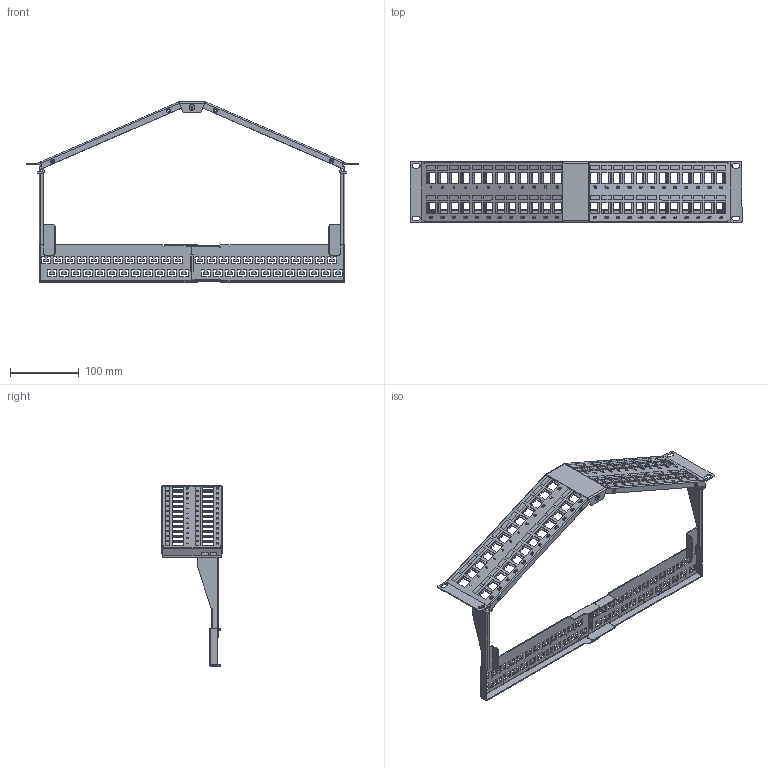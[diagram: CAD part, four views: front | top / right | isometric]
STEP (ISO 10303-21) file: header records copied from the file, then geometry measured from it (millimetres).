
FILE_DESCRIPTION (( 'STEP AP214' ), '1' );
FILE_NAME ('PR35V48KS-CM.STEP', '2019-04-16T19:54:20', ( '' ), ( '' ), 'SwSTEP 2.0', 'SolidWorks 2018', '' );
FILE_SCHEMA (( 'AUTOMOTIVE_DESIGN' ));
Length unit declared in the file: inch
Products named in the file (5): PR35V48KS-CM; PR35V48KS-CM_MA2; PR35V48KS-CM_MA3; PR35V48KS-CM_MA1_DefaultMirror; PR35V48KS-CM_MA1
Assembly tree (4 placements, depth 2):
  PR35V48KS-CM
    PR35V48KS-CM_MA2
    PR35V48KS-CM_MA1
    PR35V48KS-CM_MA1_DefaultMirror
    PR35V48KS-CM_MA3
Bounding box: 482.6 x 88.11 x 262.03 mm (x, y, z)
Volume: 167585.5 mm3; surface area: 242872.3 mm2
Topology: 13 solids, 13 shells, 4694 faces, 12846 edges, 8474 vertices
Faces by surface type: plane 3130, bspline 1380, cylinder 160, cone 24
Entity records: 253444 total; most frequent: CARTESIAN_POINT 110301, ORIENTED_EDGE 25692, DIRECTION 17054, EDGE_CURVE 12846, VECTOR 9760, LINE 9760, VERTEX_POINT 8474, EDGE_LOOP 5338
